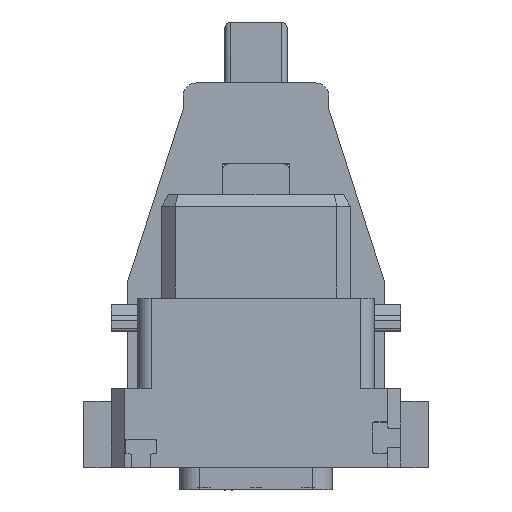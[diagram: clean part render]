
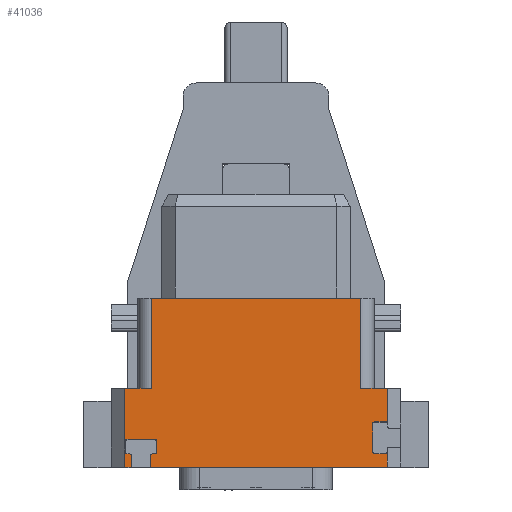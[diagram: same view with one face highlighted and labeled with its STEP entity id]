
A CAD part, top view. The second image highlights one B-rep face of the part: STEP entity #41036.
In plain terms, the highlighted planar face has unit normal (0, 0, 1).
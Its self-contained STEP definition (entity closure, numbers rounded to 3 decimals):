
#194=DIRECTION('',(-1.,0.,0.));
#195=VECTOR('',#194,15.8);
#196=CARTESIAN_POINT('',(7.9,12.75,9.9));
#197=LINE('',#196,#195);
#413=CARTESIAN_POINT('',(9.75,3.275,9.9));
#414=DIRECTION('',(0.,0.,1.));
#415=DIRECTION('',(1.,0.,0.));
#416=AXIS2_PLACEMENT_3D('',#413,#414,#415);
#418=DIRECTION('',(-1.,0.,0.));
#419=VECTOR('',#418,0.8);
#420=CARTESIAN_POINT('',(9.75,3.425,9.9));
#421=LINE('',#420,#419);
#422=CARTESIAN_POINT('',(8.95,3.275,9.9));
#423=DIRECTION('',(0.,0.,1.));
#424=DIRECTION('',(0.,1.,0.));
#425=AXIS2_PLACEMENT_3D('',#422,#423,#424);
#427=DIRECTION('',(0.,-1.,0.));
#428=VECTOR('',#427,2.1);
#429=CARTESIAN_POINT('',(8.8,3.275,9.9));
#430=LINE('',#429,#428);
#431=CARTESIAN_POINT('',(8.95,1.175,9.9));
#432=DIRECTION('',(0.,0.,1.));
#433=DIRECTION('',(-1.,0.,0.));
#434=AXIS2_PLACEMENT_3D('',#431,#432,#433);
#436=DIRECTION('',(1.,0.,0.));
#437=VECTOR('',#436,0.8);
#438=CARTESIAN_POINT('',(8.95,1.025,9.9));
#439=LINE('',#438,#437);
#440=CARTESIAN_POINT('',(9.75,1.175,9.9));
#441=DIRECTION('',(0.,0.,1.));
#442=DIRECTION('',(0.,-1.,0.));
#443=AXIS2_PLACEMENT_3D('',#440,#441,#442);
#445=DIRECTION('',(0.,1.,0.));
#446=VECTOR('',#445,1.175);
#447=CARTESIAN_POINT('',(9.9,0.,9.9));
#448=LINE('',#447,#446);
#449=DIRECTION('',(0.,1.,0.));
#450=VECTOR('',#449,0.85);
#451=CARTESIAN_POINT('',(-7.95,0.,9.9));
#452=LINE('',#451,#450);
#453=CARTESIAN_POINT('',(-7.8,0.85,9.9));
#454=DIRECTION('',(0.,0.,1.));
#455=DIRECTION('',(0.,1.,0.));
#456=AXIS2_PLACEMENT_3D('',#453,#454,#455);
#458=DIRECTION('',(1.,0.,0.));
#459=VECTOR('',#458,0.175);
#460=CARTESIAN_POINT('',(-7.8,1.,9.9));
#461=LINE('',#460,#459);
#462=CARTESIAN_POINT('',(-7.625,1.15,9.9));
#463=DIRECTION('',(0.,0.,1.));
#464=DIRECTION('',(0.,-1.,0.));
#465=AXIS2_PLACEMENT_3D('',#462,#463,#464);
#467=DIRECTION('',(0.,1.,0.));
#468=VECTOR('',#467,0.8);
#469=CARTESIAN_POINT('',(-7.475,1.15,9.9));
#470=LINE('',#469,#468);
#471=CARTESIAN_POINT('',(-7.625,1.95,9.9));
#472=DIRECTION('',(0.,0.,1.));
#473=DIRECTION('',(1.,0.,0.));
#474=AXIS2_PLACEMENT_3D('',#471,#472,#473);
#476=DIRECTION('',(-1.,0.,0.));
#477=VECTOR('',#476,2.1);
#478=CARTESIAN_POINT('',(-7.625,2.1,9.9));
#479=LINE('',#478,#477);
#480=CARTESIAN_POINT('',(-9.725,1.95,9.9));
#481=DIRECTION('',(0.,0.,1.));
#482=DIRECTION('',(0.,1.,0.));
#483=AXIS2_PLACEMENT_3D('',#480,#481,#482);
#485=DIRECTION('',(0.,-1.,0.));
#486=VECTOR('',#485,0.8);
#487=CARTESIAN_POINT('',(-9.875,1.95,9.9));
#488=LINE('',#487,#486);
#489=CARTESIAN_POINT('',(-9.725,1.15,9.9));
#490=DIRECTION('',(0.,0.,1.));
#491=DIRECTION('',(-1.,0.,0.));
#492=AXIS2_PLACEMENT_3D('',#489,#490,#491);
#494=DIRECTION('',(1.,0.,0.));
#495=VECTOR('',#494,0.175);
#496=CARTESIAN_POINT('',(-9.725,1.,9.9));
#497=LINE('',#496,#495);
#498=CARTESIAN_POINT('',(-9.55,0.85,9.9));
#499=DIRECTION('',(0.,0.,1.));
#500=DIRECTION('',(1.,0.,0.));
#501=AXIS2_PLACEMENT_3D('',#498,#499,#500);
#503=DIRECTION('',(0.,1.,0.));
#504=VECTOR('',#503,0.85);
#505=CARTESIAN_POINT('',(-9.4,0.,9.9));
#506=LINE('',#505,#504);
#507=DIRECTION('',(0.,-1.,0.));
#508=VECTOR('',#507,5.95);
#509=CARTESIAN_POINT('',(-9.9,5.95,9.9));
#510=LINE('',#509,#508);
#511=DIRECTION('',(0.,-1.,0.));
#512=VECTOR('',#511,6.8);
#513=CARTESIAN_POINT('',(-7.9,12.75,9.9));
#514=LINE('',#513,#512);
#515=DIRECTION('',(0.,1.,0.));
#516=VECTOR('',#515,6.8);
#517=CARTESIAN_POINT('',(7.9,5.95,9.9));
#518=LINE('',#517,#516);
#519=DIRECTION('',(0.,1.,0.));
#520=VECTOR('',#519,2.675);
#521=CARTESIAN_POINT('',(9.9,3.275,9.9));
#522=LINE('',#521,#520);
#539=DIRECTION('',(-1.,0.,0.));
#540=VECTOR('',#539,2.);
#541=CARTESIAN_POINT('',(9.9,5.95,9.9));
#542=LINE('',#541,#540);
#731=DIRECTION('',(1.,0.,0.));
#732=VECTOR('',#731,0.5);
#733=CARTESIAN_POINT('',(-9.9,0.,9.9));
#734=LINE('',#733,#732);
#747=DIRECTION('',(1.,0.,0.));
#748=VECTOR('',#747,17.85);
#749=CARTESIAN_POINT('',(-7.95,0.,9.9));
#750=LINE('',#749,#748);
#4595=DIRECTION('',(-1.,0.,0.));
#4596=VECTOR('',#4595,2.);
#4597=CARTESIAN_POINT('',(-7.9,5.95,9.9));
#4598=LINE('',#4597,#4596);
#32946=CARTESIAN_POINT('',(-7.95,0.,9.9));
#32947=VERTEX_POINT('',#32946);
#32948=CARTESIAN_POINT('',(-9.4,0.,9.9));
#32949=VERTEX_POINT('',#32948);
#32950=CARTESIAN_POINT('',(9.9,3.275,9.9));
#32951=CARTESIAN_POINT('',(9.75,3.425,9.9));
#32952=VERTEX_POINT('',#32950);
#32953=VERTEX_POINT('',#32951);
#32954=CARTESIAN_POINT('',(8.95,3.425,9.9));
#32955=VERTEX_POINT('',#32954);
#32956=CARTESIAN_POINT('',(8.8,3.275,9.9));
#32957=VERTEX_POINT('',#32956);
#32958=CARTESIAN_POINT('',(8.8,1.175,9.9));
#32959=VERTEX_POINT('',#32958);
#32960=CARTESIAN_POINT('',(8.95,1.025,9.9));
#32961=VERTEX_POINT('',#32960);
#32962=CARTESIAN_POINT('',(9.75,1.025,9.9));
#32963=VERTEX_POINT('',#32962);
#32964=CARTESIAN_POINT('',(9.9,1.175,9.9));
#32965=VERTEX_POINT('',#32964);
#32966=CARTESIAN_POINT('',(-7.95,0.85,9.9));
#32967=VERTEX_POINT('',#32966);
#32968=CARTESIAN_POINT('',(-7.8,1.,9.9));
#32969=VERTEX_POINT('',#32968);
#32970=CARTESIAN_POINT('',(-7.625,1.,9.9));
#32971=VERTEX_POINT('',#32970);
#32972=CARTESIAN_POINT('',(-7.475,1.15,9.9));
#32973=VERTEX_POINT('',#32972);
#32974=CARTESIAN_POINT('',(-7.475,1.95,9.9));
#32975=VERTEX_POINT('',#32974);
#32976=CARTESIAN_POINT('',(-7.625,2.1,9.9));
#32977=VERTEX_POINT('',#32976);
#32978=CARTESIAN_POINT('',(-9.725,2.1,9.9));
#32979=VERTEX_POINT('',#32978);
#32980=CARTESIAN_POINT('',(-9.875,1.95,9.9));
#32981=VERTEX_POINT('',#32980);
#32982=CARTESIAN_POINT('',(-9.875,1.15,9.9));
#32983=VERTEX_POINT('',#32982);
#32984=CARTESIAN_POINT('',(-9.725,1.,9.9));
#32985=VERTEX_POINT('',#32984);
#32986=CARTESIAN_POINT('',(-9.55,1.,9.9));
#32987=VERTEX_POINT('',#32986);
#32988=CARTESIAN_POINT('',(-9.4,0.85,9.9));
#32989=VERTEX_POINT('',#32988);
#32994=CARTESIAN_POINT('',(7.9,12.75,9.9));
#32996=VERTEX_POINT('',#32994);
#33000=CARTESIAN_POINT('',(7.9,5.95,9.9));
#33001=VERTEX_POINT('',#33000);
#33006=CARTESIAN_POINT('',(-7.9,12.75,9.9));
#33007=VERTEX_POINT('',#33006);
#33008=CARTESIAN_POINT('',(-7.9,5.95,9.9));
#33009=VERTEX_POINT('',#33008);
#33014=CARTESIAN_POINT('',(9.9,5.95,9.9));
#33016=VERTEX_POINT('',#33014);
#33029=CARTESIAN_POINT('',(9.9,0.,9.9));
#33030=VERTEX_POINT('',#33029);
#33031=CARTESIAN_POINT('',(-9.9,0.,9.9));
#33033=VERTEX_POINT('',#33031);
#33037=CARTESIAN_POINT('',(-9.9,5.95,9.9));
#33038=VERTEX_POINT('',#33037);
#40972=CARTESIAN_POINT('',(10.9,12.75,9.9));
#40973=DIRECTION('',(0.,0.,1.));
#40974=DIRECTION('',(-1.,0.,0.));
#40975=AXIS2_PLACEMENT_3D('',#40972,#40973,#40974);
#40976=PLANE('',#40975);
#40978=ORIENTED_EDGE('',*,*,#40977,.T.);
#40980=ORIENTED_EDGE('',*,*,#40979,.T.);
#40982=ORIENTED_EDGE('',*,*,#40981,.T.);
#40984=ORIENTED_EDGE('',*,*,#40983,.T.);
#40986=ORIENTED_EDGE('',*,*,#40985,.T.);
#40988=ORIENTED_EDGE('',*,*,#40987,.T.);
#40990=ORIENTED_EDGE('',*,*,#40989,.T.);
#40992=ORIENTED_EDGE('',*,*,#40991,.F.);
#40994=ORIENTED_EDGE('',*,*,#40993,.F.);
#40996=ORIENTED_EDGE('',*,*,#40995,.T.);
#40998=ORIENTED_EDGE('',*,*,#40997,.F.);
#41000=ORIENTED_EDGE('',*,*,#40999,.T.);
#41002=ORIENTED_EDGE('',*,*,#41001,.T.);
#41004=ORIENTED_EDGE('',*,*,#41003,.T.);
#41006=ORIENTED_EDGE('',*,*,#41005,.T.);
#41008=ORIENTED_EDGE('',*,*,#41007,.T.);
#41010=ORIENTED_EDGE('',*,*,#41009,.T.);
#41012=ORIENTED_EDGE('',*,*,#41011,.T.);
#41014=ORIENTED_EDGE('',*,*,#41013,.T.);
#41016=ORIENTED_EDGE('',*,*,#41015,.T.);
#41018=ORIENTED_EDGE('',*,*,#41017,.F.);
#41020=ORIENTED_EDGE('',*,*,#41019,.F.);
#41022=ORIENTED_EDGE('',*,*,#41021,.F.);
#41024=ORIENTED_EDGE('',*,*,#41023,.F.);
#41026=ORIENTED_EDGE('',*,*,#41025,.F.);
#41027=ORIENTED_EDGE('',*,*,#40965,.F.);
#41028=ORIENTED_EDGE('',*,*,#40710,.F.);
#41029=ORIENTED_EDGE('',*,*,#40751,.F.);
#41031=ORIENTED_EDGE('',*,*,#41030,.F.);
#41033=ORIENTED_EDGE('',*,*,#41032,.F.);
#41034=EDGE_LOOP('',(#40978,#40980,#40982,#40984,#40986,#40988,#40990,#40992,
#40994,#40996,#40998,#41000,#41002,#41004,#41006,#41008,#41010,#41012,#41014,
#41016,#41018,#41020,#41022,#41024,#41026,#41027,#41028,#41029,#41031,#41033));
#41035=FACE_OUTER_BOUND('',#41034,.F.);
#41036=ADVANCED_FACE('',(#41035),#40976,.T.);
#417=CIRCLE('',#416,0.15);
#426=CIRCLE('',#425,0.15);
#435=CIRCLE('',#434,0.15);
#444=CIRCLE('',#443,0.15);
#457=CIRCLE('',#456,0.15);
#466=CIRCLE('',#465,0.15);
#475=CIRCLE('',#474,0.15);
#484=CIRCLE('',#483,0.15);
#493=CIRCLE('',#492,0.15);
#502=CIRCLE('',#501,0.15);
#40710=EDGE_CURVE('',#32996,#33007,#197,.T.);
#40751=EDGE_CURVE('',#33001,#32996,#518,.T.);
#40965=EDGE_CURVE('',#33007,#33009,#514,.T.);
#40977=EDGE_CURVE('',#32952,#32953,#417,.T.);
#40979=EDGE_CURVE('',#32953,#32955,#421,.T.);
#40981=EDGE_CURVE('',#32955,#32957,#426,.T.);
#40983=EDGE_CURVE('',#32957,#32959,#430,.T.);
#40985=EDGE_CURVE('',#32959,#32961,#435,.T.);
#40987=EDGE_CURVE('',#32961,#32963,#439,.T.);
#40989=EDGE_CURVE('',#32963,#32965,#444,.T.);
#40991=EDGE_CURVE('',#33030,#32965,#448,.T.);
#40993=EDGE_CURVE('',#32947,#33030,#750,.T.);
#40995=EDGE_CURVE('',#32947,#32967,#452,.T.);
#40997=EDGE_CURVE('',#32969,#32967,#457,.T.);
#40999=EDGE_CURVE('',#32969,#32971,#461,.T.);
#41001=EDGE_CURVE('',#32971,#32973,#466,.T.);
#41003=EDGE_CURVE('',#32973,#32975,#470,.T.);
#41005=EDGE_CURVE('',#32975,#32977,#475,.T.);
#41007=EDGE_CURVE('',#32977,#32979,#479,.T.);
#41009=EDGE_CURVE('',#32979,#32981,#484,.T.);
#41011=EDGE_CURVE('',#32981,#32983,#488,.T.);
#41013=EDGE_CURVE('',#32983,#32985,#493,.T.);
#41015=EDGE_CURVE('',#32985,#32987,#497,.T.);
#41017=EDGE_CURVE('',#32989,#32987,#502,.T.);
#41019=EDGE_CURVE('',#32949,#32989,#506,.T.);
#41021=EDGE_CURVE('',#33033,#32949,#734,.T.);
#41023=EDGE_CURVE('',#33038,#33033,#510,.T.);
#41025=EDGE_CURVE('',#33009,#33038,#4598,.T.);
#41030=EDGE_CURVE('',#33016,#33001,#542,.T.);
#41032=EDGE_CURVE('',#32952,#33016,#522,.T.);
